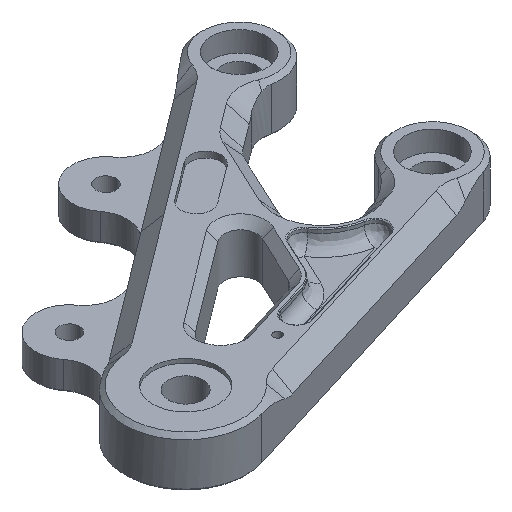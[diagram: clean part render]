
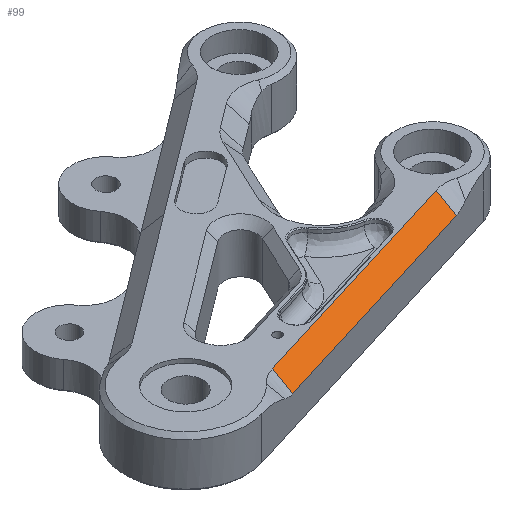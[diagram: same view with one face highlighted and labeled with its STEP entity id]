
A CAD part, isometric view. The second image highlights one B-rep face of the part: STEP entity #99.
In plain terms, the highlighted free-form (B-spline) face has degree [1, 1] with [2, 2] control points.
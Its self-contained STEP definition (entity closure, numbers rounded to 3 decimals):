
#99=ADVANCED_FACE('',(#229),#3427,.T.);
#229=FACE_OUTER_BOUND('',#372,.T.);
#372=EDGE_LOOP('',(#791,#792,#793,#794));
#791=ORIENTED_EDGE('',*,*,#2890,.F.);
#792=ORIENTED_EDGE('',*,*,#2711,.F.);
#793=ORIENTED_EDGE('',*,*,#2892,.T.);
#794=ORIENTED_EDGE('',*,*,#2888,.F.);
#1128=PCURVE('',#3407,#1762);
#1418=PCURVE('',#3426,#2052);
#1422=PCURVE('',#3490,#2056);
#1425=PCURVE('',#3427,#2059);
#1426=PCURVE('',#3427,#2060);
#1427=PCURVE('',#3427,#2061);
#1428=PCURVE('',#3427,#2062);
#1432=PCURVE('',#3491,#2066);
#1762=DEFINITIONAL_REPRESENTATION('',(#3599),#9315);
#2052=DEFINITIONAL_REPRESENTATION('',(#3964),#9315);
#2056=DEFINITIONAL_REPRESENTATION('',(#3970),#9315);
#2059=DEFINITIONAL_REPRESENTATION('',(#3974),#9315);
#2060=DEFINITIONAL_REPRESENTATION('',(#3975),#9315);
#2061=DEFINITIONAL_REPRESENTATION('',(#3977),#9315);
#2062=DEFINITIONAL_REPRESENTATION('',(#3978),#9315);
#2066=DEFINITIONAL_REPRESENTATION('',(#3982),#9315);
#2394=SURFACE_CURVE('',#3598,(#1128,#1426),.PCURVE_S1.);
#2571=SURFACE_CURVE('',#3963,(#1418,#1428),.PCURVE_S1.);
#2573=SURFACE_CURVE('',#3969,(#1422,#1425),.PCURVE_S1.);
#2575=SURFACE_CURVE('',#3976,(#1427,#1432),.PCURVE_S1.);
#2711=EDGE_CURVE('',#3256,#3257,#2394,.T.);
#2888=EDGE_CURVE('',#3371,#3372,#2571,.T.);
#2890=EDGE_CURVE('',#3257,#3371,#2573,.T.);
#2892=EDGE_CURVE('',#3256,#3372,#2575,.T.);
#3256=VERTEX_POINT('',#6054);
#3257=VERTEX_POINT('',#6055);
#3371=VERTEX_POINT('',#6169);
#3372=VERTEX_POINT('',#6170);
#3407=B_SPLINE_SURFACE_WITH_KNOTS('',1,1,((#4347,#4348),(#4349,#4350)),
 .UNSPECIFIED.,.F.,.F.,.F.,(2,2),(2,2),(-63.966,63.966),
(-53.063,53.063),.UNSPECIFIED.);
#3426=B_SPLINE_SURFACE_WITH_KNOTS('',1,1,((#5261,#5262),(#5263,#5264)),
 .UNSPECIFIED.,.F.,.F.,.F.,(2,2),(2,2),(-49.314,49.314),
(-6.312,6.312),.UNSPECIFIED.);
#3427=B_SPLINE_SURFACE_WITH_KNOTS('',1,1,((#5283,#5284),(#5285,#5286)),
 .UNSPECIFIED.,.F.,.F.,.F.,(2,2),(2,2),(-11.098,11.098),
(-37.075,37.075),.UNSPECIFIED.);
#3490=(
BOUNDED_SURFACE()
B_SPLINE_SURFACE(1,2,((#5265,#5266,#5267,#5268,#5269,#5270,#5271,#5272,
#5273),(#5274,#5275,#5276,#5277,#5278,#5279,#5280,#5281,#5282)),
 .UNSPECIFIED.,.F.,.F.,.F.)
B_SPLINE_SURFACE_WITH_KNOTS((2,2),(3,2,2,2,3),(0.,14.018),(0.,
1.571,3.142,4.712,6.283),
 .UNSPECIFIED.)
GEOMETRIC_REPRESENTATION_ITEM()
RATIONAL_B_SPLINE_SURFACE(((1.,0.707,1.,0.707,1.,
0.707,1.,0.707,1.),(1.,0.707,1.,0.707,
1.,0.707,1.,0.707,1.)))
REPRESENTATION_ITEM('')
SURFACE()
);
#3491=(
BOUNDED_SURFACE()
B_SPLINE_SURFACE(1,2,((#5287,#5288,#5289,#5290,#5291,#5292,#5293,#5294,
#5295),(#5296,#5297,#5298,#5299,#5300,#5301,#5302,#5303,#5304)),
 .UNSPECIFIED.,.F.,.F.,.F.)
B_SPLINE_SURFACE_WITH_KNOTS((2,2),(3,2,2,2,3),(0.,14.018),(0.,
1.571,3.142,4.712,6.283),
 .UNSPECIFIED.)
GEOMETRIC_REPRESENTATION_ITEM()
RATIONAL_B_SPLINE_SURFACE(((1.,0.707,1.,0.707,1.,
0.707,1.,0.707,1.),(1.,0.707,1.,0.707,
1.,0.707,1.,0.707,1.)))
REPRESENTATION_ITEM('')
SURFACE()
);
#3598=B_SPLINE_CURVE_WITH_KNOTS('',1,(#6626,#6627),.UNSPECIFIED.,.F.,.F.,
(2,2),(0.,60.857),.UNSPECIFIED.);
#3599=B_SPLINE_CURVE_WITH_KNOTS('',1,(#6628,#6629),.UNSPECIFIED.,.F.,.F.,
(2,2),(0.,60.857),.UNSPECIFIED.);
#3963=B_SPLINE_CURVE_WITH_KNOTS('',1,(#8039,#8040),.UNSPECIFIED.,.F.,.F.,
(2,2),(0.,60.857),.UNSPECIFIED.);
#3964=B_SPLINE_CURVE_WITH_KNOTS('',1,(#8041,#8042),.UNSPECIFIED.,.F.,.F.,
(2,2),(0.,60.857),.UNSPECIFIED.);
#3969=B_SPLINE_CURVE_WITH_KNOTS('',1,(#8076,#8077),.UNSPECIFIED.,.F.,.F.,
(2,2),(0.,5.657),.UNSPECIFIED.);
#3970=B_SPLINE_CURVE_WITH_KNOTS('',1,(#8078,#8079),.UNSPECIFIED.,.F.,.F.,
(2,2),(0.,5.657),.UNSPECIFIED.);
#3974=B_SPLINE_CURVE_WITH_KNOTS('',1,(#8115,#8116),.UNSPECIFIED.,.F.,.F.,
(2,2),(0.,5.657),.UNSPECIFIED.);
#3975=B_SPLINE_CURVE_WITH_KNOTS('',1,(#8117,#8118),.UNSPECIFIED.,.F.,.F.,
(2,2),(0.,60.857),.UNSPECIFIED.);
#3976=B_SPLINE_CURVE_WITH_KNOTS('',1,(#8119,#8120),.UNSPECIFIED.,.F.,.F.,
(2,2),(-5.657,0.),.UNSPECIFIED.);
#3977=B_SPLINE_CURVE_WITH_KNOTS('',1,(#8121,#8122),.UNSPECIFIED.,.F.,.F.,
(2,2),(-5.657,0.),.UNSPECIFIED.);
#3978=B_SPLINE_CURVE_WITH_KNOTS('',1,(#8123,#8124),.UNSPECIFIED.,.F.,.F.,
(2,2),(0.,60.857),.UNSPECIFIED.);
#3982=B_SPLINE_CURVE_WITH_KNOTS('',1,(#8148,#8149),.UNSPECIFIED.,.F.,.F.,
(2,2),(-5.657,0.),.UNSPECIFIED.);
#4347=CARTESIAN_POINT('',(-299.369,-359.049,32.));
#4348=CARTESIAN_POINT('',(-299.369,-252.924,32.));
#4349=CARTESIAN_POINT('',(-171.438,-359.049,32.));
#4350=CARTESIAN_POINT('',(-171.438,-252.924,32.));
#5261=CARTESIAN_POINT('',(-276.381,-352.064,19.438));
#5262=CARTESIAN_POINT('',(-276.381,-352.064,32.062));
#5263=CARTESIAN_POINT('',(-182.117,-323.052,19.438));
#5264=CARTESIAN_POINT('',(-182.117,-323.052,32.062));
#5265=CARTESIAN_POINT('',(-198.023,-333.179,23.));
#5266=CARTESIAN_POINT('',(-198.023,-333.179,23.));
#5267=CARTESIAN_POINT('',(-198.023,-333.179,23.));
#5268=CARTESIAN_POINT('',(-198.023,-333.179,23.));
#5269=CARTESIAN_POINT('',(-198.023,-333.179,23.));
#5270=CARTESIAN_POINT('',(-198.023,-333.179,23.));
#5271=CARTESIAN_POINT('',(-198.023,-333.179,23.));
#5272=CARTESIAN_POINT('',(-198.023,-333.179,23.));
#5273=CARTESIAN_POINT('',(-198.023,-333.179,23.));
#5274=CARTESIAN_POINT('',(-188.111,-333.179,32.912));
#5275=CARTESIAN_POINT('',(-188.111,-323.267,32.912));
#5276=CARTESIAN_POINT('',(-198.023,-323.267,32.912));
#5277=CARTESIAN_POINT('',(-207.935,-323.267,32.912));
#5278=CARTESIAN_POINT('',(-207.935,-333.179,32.912));
#5279=CARTESIAN_POINT('',(-207.935,-343.091,32.912));
#5280=CARTESIAN_POINT('',(-198.023,-343.091,32.912));
#5281=CARTESIAN_POINT('',(-188.111,-343.091,32.912));
#5282=CARTESIAN_POINT('',(-188.111,-333.179,32.912));
#5283=CARTESIAN_POINT('',(-265.429,-332.745,43.243));
#5284=CARTESIAN_POINT('',(-192.9,-322.088,32.093));
#5285=CARTESIAN_POINT('',(-265.429,-348.791,27.907));
#5286=CARTESIAN_POINT('',(-192.9,-338.134,16.757));
#5287=CARTESIAN_POINT('',(-256.187,-351.08,23.));
#5288=CARTESIAN_POINT('',(-256.187,-351.08,23.));
#5289=CARTESIAN_POINT('',(-256.187,-351.08,23.));
#5290=CARTESIAN_POINT('',(-256.187,-351.08,23.));
#5291=CARTESIAN_POINT('',(-256.187,-351.08,23.));
#5292=CARTESIAN_POINT('',(-256.187,-351.08,23.));
#5293=CARTESIAN_POINT('',(-256.187,-351.08,23.));
#5294=CARTESIAN_POINT('',(-256.187,-351.08,23.));
#5295=CARTESIAN_POINT('',(-256.187,-351.08,23.));
#5296=CARTESIAN_POINT('',(-246.275,-351.08,32.912));
#5297=CARTESIAN_POINT('',(-246.275,-341.168,32.912));
#5298=CARTESIAN_POINT('',(-256.187,-341.168,32.912));
#5299=CARTESIAN_POINT('',(-266.099,-341.168,32.912));
#5300=CARTESIAN_POINT('',(-266.099,-351.08,32.912));
#5301=CARTESIAN_POINT('',(-266.099,-360.992,32.912));
#5302=CARTESIAN_POINT('',(-256.187,-360.992,32.912));
#5303=CARTESIAN_POINT('',(-246.275,-360.992,32.912));
#5304=CARTESIAN_POINT('',(-246.275,-351.08,32.912));
#6054=CARTESIAN_POINT('',(-258.835,-342.478,32.));
#6055=CARTESIAN_POINT('',(-200.671,-324.577,32.));
#6169=CARTESIAN_POINT('',(-199.494,-328.4,28.));
#6170=CARTESIAN_POINT('',(-257.658,-346.301,28.));
#6626=CARTESIAN_POINT('',(-258.835,-342.478,32.));
#6627=CARTESIAN_POINT('',(-200.671,-324.577,32.));
#6628=CARTESIAN_POINT('',(-23.431,-36.492));
#6629=CARTESIAN_POINT('',(34.733,-18.591));
#8039=CARTESIAN_POINT('',(-199.494,-328.4,28.));
#8040=CARTESIAN_POINT('',(-257.658,-346.301,28.));
#8041=CARTESIAN_POINT('',(31.132,2.25));
#8042=CARTESIAN_POINT('',(-29.724,2.25));
#8076=CARTESIAN_POINT('',(-200.671,-324.577,32.));
#8077=CARTESIAN_POINT('',(-199.494,-328.4,28.));
#8078=CARTESIAN_POINT('',(12.728,1.885));
#8079=CARTESIAN_POINT('',(7.071,1.885));
#8115=CARTESIAN_POINT('',(-9.234,29.131));
#8116=CARTESIAN_POINT('',(-3.707,30.334));
#8117=CARTESIAN_POINT('',(3.707,-30.334));
#8118=CARTESIAN_POINT('',(-9.234,29.131));
#8119=CARTESIAN_POINT('',(-258.835,-342.478,32.));
#8120=CARTESIAN_POINT('',(-257.658,-346.301,28.));
#8121=CARTESIAN_POINT('',(3.707,-30.334));
#8122=CARTESIAN_POINT('',(9.234,-29.131));
#8123=CARTESIAN_POINT('',(-3.707,30.334));
#8124=CARTESIAN_POINT('',(9.234,-29.131));
#8148=CARTESIAN_POINT('',(12.728,1.885));
#8149=CARTESIAN_POINT('',(7.071,1.885));
#9315=(
GEOMETRIC_REPRESENTATION_CONTEXT(2)
PARAMETRIC_REPRESENTATION_CONTEXT()
REPRESENTATION_CONTEXT('pspace','')
);
